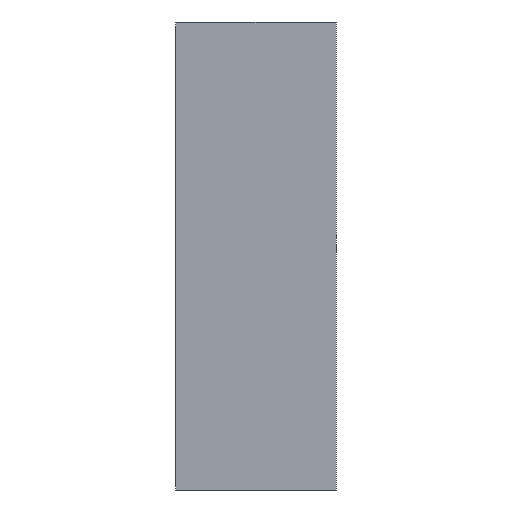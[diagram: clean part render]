
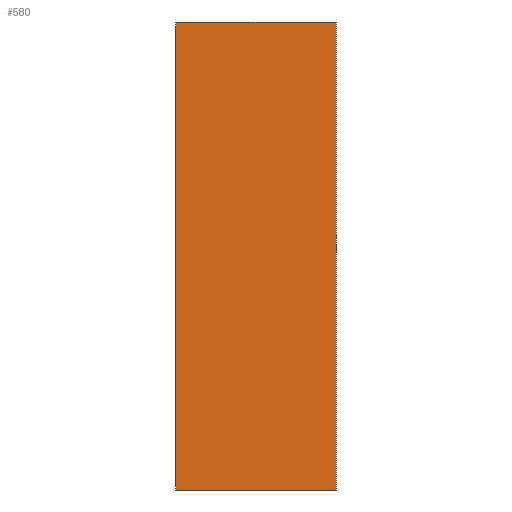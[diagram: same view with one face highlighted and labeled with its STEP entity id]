
A CAD part, left-side view. The second image highlights one B-rep face of the part: STEP entity #580.
In plain terms, the highlighted planar face has unit normal (-1, 0, 0).
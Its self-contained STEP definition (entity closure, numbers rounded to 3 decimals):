
#40=FACE_OUTER_BOUND('',#72,.T.);
#72=EDGE_LOOP('',(#449,#450,#451,#452));
#124=LINE('',#878,#196);
#137=LINE('',#904,#209);
#138=LINE('',#907,#210);
#139=LINE('',#908,#211);
#196=VECTOR('',#726,10.);
#209=VECTOR('',#751,10.);
#210=VECTOR('',#754,10.);
#211=VECTOR('',#755,10.);
#249=VERTEX_POINT('',#863);
#256=VERTEX_POINT('',#876);
#263=VERTEX_POINT('',#902);
#264=VERTEX_POINT('',#906);
#316=EDGE_CURVE('',#256,#249,#124,.T.);
#329=EDGE_CURVE('',#256,#263,#137,.T.);
#330=EDGE_CURVE('',#264,#263,#138,.T.);
#331=EDGE_CURVE('',#249,#264,#139,.T.);
#449=ORIENTED_EDGE('',*,*,#329,.T.);
#450=ORIENTED_EDGE('',*,*,#330,.F.);
#451=ORIENTED_EDGE('',*,*,#331,.F.);
#452=ORIENTED_EDGE('',*,*,#316,.F.);
#512=PLANE('',#638);
#580=ADVANCED_FACE('',(#40),#512,.T.);
#638=AXIS2_PLACEMENT_3D('',#905,#752,#753);
#726=DIRECTION('',(0.,1.,0.));
#751=DIRECTION('',(0.,0.,1.));
#752=DIRECTION('center_axis',(-1.,0.,0.));
#753=DIRECTION('ref_axis',(0.,-1.,0.));
#754=DIRECTION('',(0.,-1.,0.));
#755=DIRECTION('',(0.,0.,1.));
#863=CARTESIAN_POINT('',(-0.014,0.536,-1.586));
#876=CARTESIAN_POINT('',(-0.014,-0.014,-1.586));
#878=CARTESIAN_POINT('',(-0.014,0.536,-1.586));
#902=CARTESIAN_POINT('',(-0.014,-0.014,0.014));
#904=CARTESIAN_POINT('',(-0.014,-0.014,0.));
#905=CARTESIAN_POINT('Origin',(-0.014,0.536,0.));
#906=CARTESIAN_POINT('',(-0.014,0.536,0.014));
#907=CARTESIAN_POINT('',(-0.014,0.536,0.014));
#908=CARTESIAN_POINT('',(-0.014,0.536,0.));
